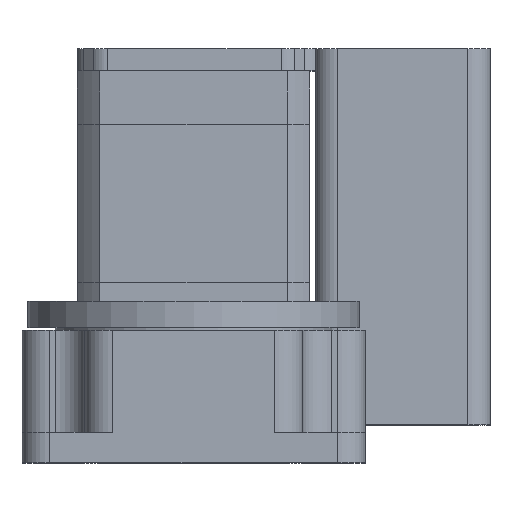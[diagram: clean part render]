
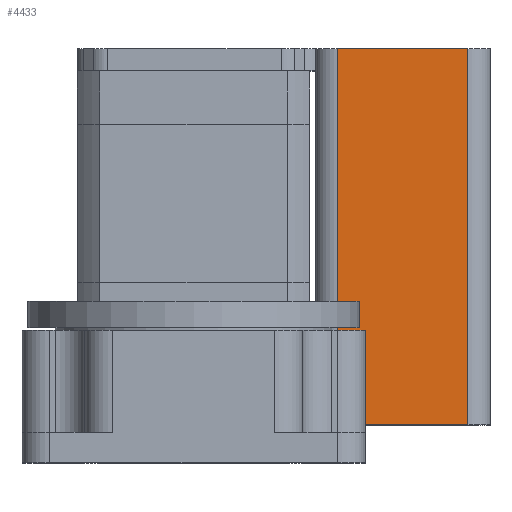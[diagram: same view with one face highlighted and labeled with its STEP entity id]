
A CAD part, top view. The second image highlights one B-rep face of the part: STEP entity #4433.
In plain terms, the highlighted face is planar.
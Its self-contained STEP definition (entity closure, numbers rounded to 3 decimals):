
#682 = EDGE_CURVE ( 'NONE', #7676, #9907, #5064, .T. ) ;
#745 = ORIENTED_EDGE ( 'NONE', *, *, #682, .T. ) ;
#769 = AXIS2_PLACEMENT_3D ( 'NONE', #6737, #10505, #9729 ) ;
#1876 = CARTESIAN_POINT ( 'NONE',  ( 26., 28.8, -51. ) ) ;
#2010 = CARTESIAN_POINT ( 'NONE',  ( 49.58, 28.8, 92.8 ) ) ;
#2561 = ORIENTED_EDGE ( 'NONE', *, *, #9187, .F. ) ;
#3093 = VECTOR ( 'NONE', #9747, 1000. ) ;
#3477 = CARTESIAN_POINT ( 'NONE',  ( 49.58, 28.8, -51. ) ) ;
#3515 = ORIENTED_EDGE ( 'NONE', *, *, #6810, .T. ) ;
#3560 = VECTOR ( 'NONE', #9019, 1000. ) ;
#3617 = FACE_OUTER_BOUND ( 'NONE', #4548, .T. ) ;
#4200 = VECTOR ( 'NONE', #8862, 1000. ) ;
#4433 = ADVANCED_FACE ( 'NONE', ( #3617 ), #5827, .T. ) ;
#4548 = EDGE_LOOP ( 'NONE', ( #11205, #3515, #2561, #745 ) ) ;
#4774 = VERTEX_POINT ( 'NONE', #3477 ) ;
#5064 = LINE ( 'NONE', #12206, #3560 ) ;
#5827 = PLANE ( 'NONE',  #769 ) ;
#6698 = CARTESIAN_POINT ( 'NONE',  ( 26., 28.8, 17. ) ) ;
#6737 = CARTESIAN_POINT ( 'NONE',  ( 22., 28.8, 92.8 ) ) ;
#6810 = EDGE_CURVE ( 'NONE', #10255, #4774, #8957, .T. ) ;
#7653 = CARTESIAN_POINT ( 'NONE',  ( 49.58, 28.8, 17. ) ) ;
#7676 = VERTEX_POINT ( 'NONE', #1876 ) ;
#7829 = LINE ( 'NONE', #8797, #4200 ) ;
#8797 = CARTESIAN_POINT ( 'NONE',  ( 22., 28.8, -51. ) ) ;
#8862 = DIRECTION ( 'NONE',  ( 1., 0., 0. ) ) ;
#8957 = LINE ( 'NONE', #2010, #3093 ) ;
#9019 = DIRECTION ( 'NONE',  ( 0., 0., 1. ) ) ;
#9187 = EDGE_CURVE ( 'NONE', #7676, #4774, #7829, .T. ) ;
#9624 = DIRECTION ( 'NONE',  ( 1., 0., 0. ) ) ;
#9688 = CARTESIAN_POINT ( 'NONE',  ( 22., 28.8, 17. ) ) ;
#9729 = DIRECTION ( 'NONE',  ( -1., 0., 0. ) ) ;
#9747 = DIRECTION ( 'NONE',  ( 0., 0., -1. ) ) ;
#9907 = VERTEX_POINT ( 'NONE', #6698 ) ;
#10255 = VERTEX_POINT ( 'NONE', #7653 ) ;
#10505 = DIRECTION ( 'NONE',  ( 0., 1., 0. ) ) ;
#11032 = EDGE_CURVE ( 'NONE', #9907, #10255, #11694, .T. ) ;
#11205 = ORIENTED_EDGE ( 'NONE', *, *, #11032, .T. ) ;
#11515 = VECTOR ( 'NONE', #9624, 1000. ) ;
#11694 = LINE ( 'NONE', #9688, #11515 ) ;
#12206 = CARTESIAN_POINT ( 'NONE',  ( 26., 28.8, 92.8 ) ) ;
